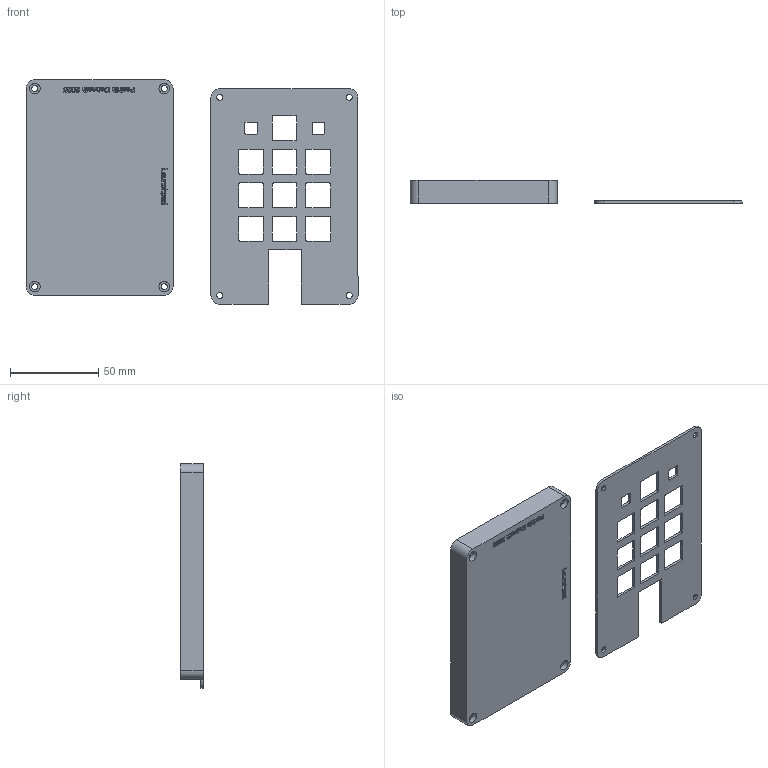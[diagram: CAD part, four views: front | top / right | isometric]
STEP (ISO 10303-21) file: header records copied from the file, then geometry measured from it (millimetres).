
FILE_DESCRIPTION(/* description */ (''),/* implementation_level */ '2;1');
FILE_NAME(/* name */ 'Case Only.step',/* time_stamp */ '2025-12-07T01:06:05-05:00',/* author */ (''),/* organization */ (''),/* preprocessor_version */ 'ST-DEVELOPER v20.1',/* originating_system */ 'Autodesk Translation Framework v14.21.0.0',/* authorisation */ '');
FILE_SCHEMA (('AUTOMOTIVE_DESIGN { 1 0 10303 214 3 1 1 }'));
Length unit declared in the file: millimetre
Products named in the file (3): 2025-11-29-16-46-06-872; 2025-11-29-16-46-41-847; 2025-11-29-18-38-21-300
Assembly tree (2 placements, depth 3):
  2025-11-29-16-46-06-872
    2025-11-29-16-46-41-847
      2025-11-29-18-38-21-300
Bounding box: 188.48 x 13.02 x 127.43 mm (x, y, z)
Volume: 78296.2 mm3; surface area: 46274.1 mm2
Topology: 21 solids, 21 shells, 1172 faces, 3258 edges, 2172 vertices
Faces by surface type: bspline 676, plane 428, cylinder 68
Full cylindrical faces by diameter (mm): 3.4 x8, 6 x4
Entity records: 43779 total; most frequent: CARTESIAN_POINT 18099, ORIENTED_EDGE 6516, EDGE_CURVE 3258, DIRECTION 3044, VERTEX_POINT 2172, LINE 1770, VECTOR 1770, B_SPLINE_CURVE_WITH_KNOTS 1352
